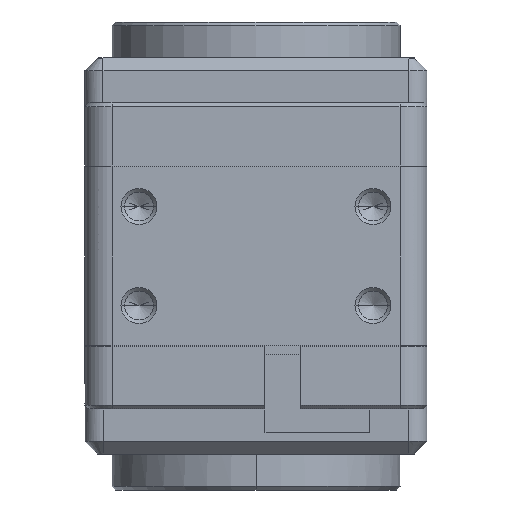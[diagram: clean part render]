
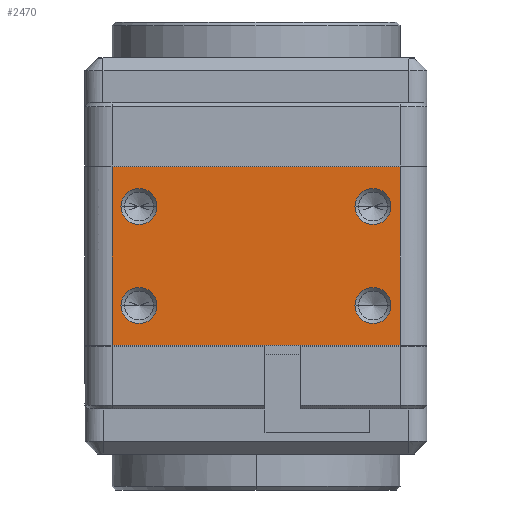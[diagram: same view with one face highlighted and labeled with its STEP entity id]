
A CAD part, front view. The second image highlights one B-rep face of the part: STEP entity #2470.
In plain terms, the highlighted planar face has unit normal (0, -1, 0).
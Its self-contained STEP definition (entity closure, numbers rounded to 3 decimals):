
#492=DIRECTION('',(0.,0.,-1.));
#493=VECTOR('',#492,9.9);
#494=CARTESIAN_POINT('',(-8.,-25.5,-0.55));
#495=LINE('',#494,#493);
#496=DIRECTION('',(1.,0.,0.));
#497=VECTOR('',#496,16.);
#498=CARTESIAN_POINT('',(-8.,-25.5,-0.55));
#499=LINE('',#498,#497);
#500=DIRECTION('',(0.,0.,-1.));
#501=VECTOR('',#500,9.9);
#502=CARTESIAN_POINT('',(8.,-25.5,-0.55));
#503=LINE('',#502,#501);
#504=DIRECTION('',(1.,0.,0.));
#505=VECTOR('',#504,16.);
#506=CARTESIAN_POINT('',(-8.,-25.5,-10.45));
#507=LINE('',#506,#505);
#508=CARTESIAN_POINT('',(-6.5,-25.5,-8.25));
#509=DIRECTION('',(0.,-1.,0.));
#510=DIRECTION('',(-1.,0.,0.));
#511=AXIS2_PLACEMENT_3D('',#508,#509,#510);
#513=CARTESIAN_POINT('',(-6.5,-25.5,-8.25));
#514=DIRECTION('',(0.,-1.,0.));
#515=DIRECTION('',(1.,0.,0.));
#516=AXIS2_PLACEMENT_3D('',#513,#514,#515);
#518=CARTESIAN_POINT('',(6.5,-25.5,-8.25));
#519=DIRECTION('',(0.,1.,0.));
#520=DIRECTION('',(1.,0.,0.));
#521=AXIS2_PLACEMENT_3D('',#518,#519,#520);
#523=CARTESIAN_POINT('',(6.5,-25.5,-8.25));
#524=DIRECTION('',(0.,1.,0.));
#525=DIRECTION('',(-1.,0.,0.));
#526=AXIS2_PLACEMENT_3D('',#523,#524,#525);
#528=CARTESIAN_POINT('',(-6.5,-25.5,-2.75));
#529=DIRECTION('',(0.,-1.,0.));
#530=DIRECTION('',(-1.,0.,0.));
#531=AXIS2_PLACEMENT_3D('',#528,#529,#530);
#533=CARTESIAN_POINT('',(-6.5,-25.5,-2.75));
#534=DIRECTION('',(0.,-1.,0.));
#535=DIRECTION('',(1.,0.,0.));
#536=AXIS2_PLACEMENT_3D('',#533,#534,#535);
#538=CARTESIAN_POINT('',(6.5,-25.5,-2.75));
#539=DIRECTION('',(0.,1.,0.));
#540=DIRECTION('',(1.,0.,0.));
#541=AXIS2_PLACEMENT_3D('',#538,#539,#540);
#543=CARTESIAN_POINT('',(6.5,-25.5,-2.75));
#544=DIRECTION('',(0.,1.,0.));
#545=DIRECTION('',(-1.,0.,0.));
#546=AXIS2_PLACEMENT_3D('',#543,#544,#545);
#1348=CARTESIAN_POINT('',(-8.,-25.5,-10.45));
#1350=VERTEX_POINT('',#1348);
#1354=CARTESIAN_POINT('',(-8.,-25.5,-0.55));
#1355=VERTEX_POINT('',#1354);
#1357=CARTESIAN_POINT('',(8.,-25.5,-10.45));
#1359=VERTEX_POINT('',#1357);
#1360=CARTESIAN_POINT('',(8.,-25.5,-0.55));
#1361=VERTEX_POINT('',#1360);
#1570=CARTESIAN_POINT('',(-7.5,-25.5,-8.25));
#1571=CARTESIAN_POINT('',(-5.5,-25.5,-8.25));
#1572=VERTEX_POINT('',#1570);
#1573=VERTEX_POINT('',#1571);
#1584=CARTESIAN_POINT('',(7.5,-25.5,-8.25));
#1585=VERTEX_POINT('',#1584);
#1586=CARTESIAN_POINT('',(5.5,-25.5,-8.25));
#1587=VERTEX_POINT('',#1586);
#1598=CARTESIAN_POINT('',(-7.5,-25.5,-2.75));
#1599=VERTEX_POINT('',#1598);
#1600=CARTESIAN_POINT('',(-5.5,-25.5,-2.75));
#1601=VERTEX_POINT('',#1600);
#1612=CARTESIAN_POINT('',(7.5,-25.5,-2.75));
#1613=VERTEX_POINT('',#1612);
#1614=CARTESIAN_POINT('',(5.5,-25.5,-2.75));
#1615=VERTEX_POINT('',#1614);
#2434=CARTESIAN_POINT('',(-9.5,-25.5,0.));
#2435=DIRECTION('',(0.,-1.,0.));
#2436=DIRECTION('',(1.,0.,0.));
#2437=AXIS2_PLACEMENT_3D('',#2434,#2435,#2436);
#2438=PLANE('',#2437);
#2439=ORIENTED_EDGE('',*,*,#1876,.F.);
#2440=ORIENTED_EDGE('',*,*,#1812,.T.);
#2442=ORIENTED_EDGE('',*,*,#2441,.T.);
#2443=ORIENTED_EDGE('',*,*,#1887,.F.);
#2444=EDGE_LOOP('',(#2439,#2440,#2442,#2443));
#2445=FACE_OUTER_BOUND('',#2444,.F.);
#2447=ORIENTED_EDGE('',*,*,#2446,.T.);
#2449=ORIENTED_EDGE('',*,*,#2448,.T.);
#2450=EDGE_LOOP('',(#2447,#2449));
#2451=FACE_BOUND('',#2450,.F.);
#2453=ORIENTED_EDGE('',*,*,#2452,.F.);
#2455=ORIENTED_EDGE('',*,*,#2454,.F.);
#2456=EDGE_LOOP('',(#2453,#2455));
#2457=FACE_BOUND('',#2456,.F.);
#2459=ORIENTED_EDGE('',*,*,#2458,.T.);
#2461=ORIENTED_EDGE('',*,*,#2460,.T.);
#2462=EDGE_LOOP('',(#2459,#2461));
#2463=FACE_BOUND('',#2462,.F.);
#2465=ORIENTED_EDGE('',*,*,#2464,.F.);
#2467=ORIENTED_EDGE('',*,*,#2466,.F.);
#2468=EDGE_LOOP('',(#2465,#2467));
#2469=FACE_BOUND('',#2468,.F.);
#2470=ADVANCED_FACE('',(#2445,#2451,#2457,#2463,#2469),#2438,.T.);
#512=CIRCLE('',#511,1.);
#517=CIRCLE('',#516,1.);
#522=CIRCLE('',#521,1.);
#527=CIRCLE('',#526,1.);
#532=CIRCLE('',#531,1.);
#537=CIRCLE('',#536,1.);
#542=CIRCLE('',#541,1.);
#547=CIRCLE('',#546,1.);
#1812=EDGE_CURVE('',#1355,#1361,#499,.T.);
#1876=EDGE_CURVE('',#1355,#1350,#495,.T.);
#1887=EDGE_CURVE('',#1350,#1359,#507,.T.);
#2441=EDGE_CURVE('',#1361,#1359,#503,.T.);
#2446=EDGE_CURVE('',#1572,#1573,#512,.T.);
#2448=EDGE_CURVE('',#1573,#1572,#517,.T.);
#2452=EDGE_CURVE('',#1585,#1587,#522,.T.);
#2454=EDGE_CURVE('',#1587,#1585,#527,.T.);
#2458=EDGE_CURVE('',#1599,#1601,#532,.T.);
#2460=EDGE_CURVE('',#1601,#1599,#537,.T.);
#2464=EDGE_CURVE('',#1613,#1615,#542,.T.);
#2466=EDGE_CURVE('',#1615,#1613,#547,.T.);
